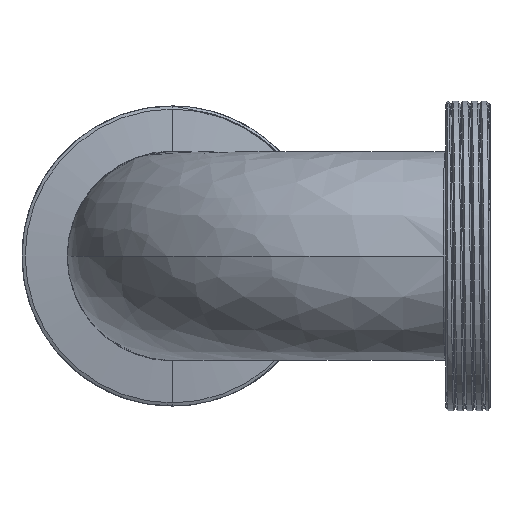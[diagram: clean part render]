
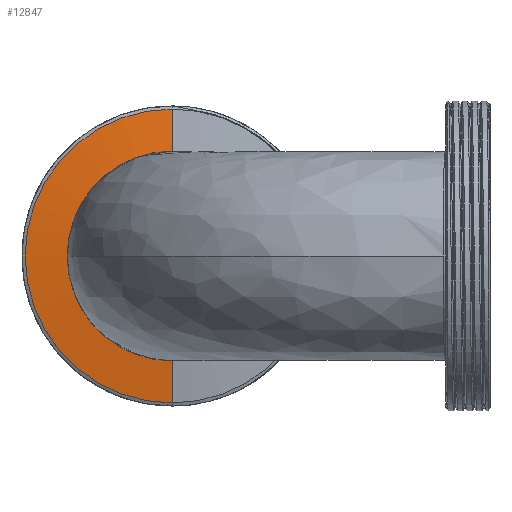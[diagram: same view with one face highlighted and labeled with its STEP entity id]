
A CAD part, left-side view. The second image highlights one B-rep face of the part: STEP entity #12847.
In plain terms, the highlighted conical face has half-angle 82.292 degrees and reference radius 46.5 mm.
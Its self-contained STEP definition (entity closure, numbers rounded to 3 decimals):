
#181 = CIRCLE ( 'NONE', #10432, 46.5 ) ;
#545 = DIRECTION ( 'NONE',  ( 0.134, 0., 0.991 ) ) ;
#1249 = CARTESIAN_POINT ( 'NONE',  ( -13.943, 97., 0. ) ) ;
#1288 = CIRCLE ( 'NONE', #5817, 33.201 ) ;
#1332 = DIRECTION ( 'NONE',  ( 0., 0., -1. ) ) ;
#2332 = EDGE_CURVE ( 'NONE', #10800, #8258, #181, .T. ) ;
#2462 = EDGE_CURVE ( 'NONE', #10281, #10800, #7491, .T. ) ;
#2634 = CARTESIAN_POINT ( 'NONE',  ( -13.943, 97., -46.5 ) ) ;
#2707 = DIRECTION ( 'NONE',  ( 0.134, 0., -0.991 ) ) ;
#4825 = CARTESIAN_POINT ( 'NONE',  ( -15.743, 97., 33.201 ) ) ;
#4909 = DIRECTION ( 'NONE',  ( -1., 0., 0. ) ) ;
#5745 = CARTESIAN_POINT ( 'NONE',  ( -13.943, 97., 0. ) ) ;
#5817 = AXIS2_PLACEMENT_3D ( 'NONE', #6986, #12646, #7138 ) ;
#6209 = EDGE_CURVE ( 'NONE', #12514, #8258, #9509, .T. ) ;
#6413 = CONICAL_SURFACE ( 'NONE', #14754, 46.5, 1.436 ) ;
#6783 = ORIENTED_EDGE ( 'NONE', *, *, #2462, .T. ) ;
#6907 = EDGE_LOOP ( 'NONE', ( #14266, #6783, #13866, #10600 ) ) ;
#6930 = DIRECTION ( 'NONE',  ( 1., 0., 0. ) ) ;
#6986 = CARTESIAN_POINT ( 'NONE',  ( -15.743, 97., 0. ) ) ;
#7138 = DIRECTION ( 'NONE',  ( 0., 0., 1. ) ) ;
#7345 = VECTOR ( 'NONE', #545, 1000. ) ;
#7491 = LINE ( 'NONE', #12027, #7345 ) ;
#8258 = VERTEX_POINT ( 'NONE', #14656 ) ;
#8597 = CARTESIAN_POINT ( 'NONE',  ( -15.743, 97., -33.201 ) ) ;
#9509 = LINE ( 'NONE', #2634, #12282 ) ;
#10281 = VERTEX_POINT ( 'NONE', #4825 ) ;
#10432 = AXIS2_PLACEMENT_3D ( 'NONE', #1249, #4909, #12654 ) ;
#10600 = ORIENTED_EDGE ( 'NONE', *, *, #6209, .F. ) ;
#10800 = VERTEX_POINT ( 'NONE', #14227 ) ;
#12027 = CARTESIAN_POINT ( 'NONE',  ( -13.943, 97., 46.5 ) ) ;
#12282 = VECTOR ( 'NONE', #2707, 1000. ) ;
#12514 = VERTEX_POINT ( 'NONE', #8597 ) ;
#12646 = DIRECTION ( 'NONE',  ( -1., 0., 0. ) ) ;
#12654 = DIRECTION ( 'NONE',  ( 0., 0., 1. ) ) ;
#12847 = ADVANCED_FACE ( 'NONE', ( #13945 ), #6413, .T. ) ;
#13774 = EDGE_CURVE ( 'NONE', #10281, #12514, #1288, .T. ) ;
#13866 = ORIENTED_EDGE ( 'NONE', *, *, #2332, .T. ) ;
#13945 = FACE_OUTER_BOUND ( 'NONE', #6907, .T. ) ;
#14227 = CARTESIAN_POINT ( 'NONE',  ( -13.943, 97., 46.5 ) ) ;
#14266 = ORIENTED_EDGE ( 'NONE', *, *, #13774, .F. ) ;
#14656 = CARTESIAN_POINT ( 'NONE',  ( -13.943, 97., -46.5 ) ) ;
#14754 = AXIS2_PLACEMENT_3D ( 'NONE', #5745, #6930, #1332 ) ;
